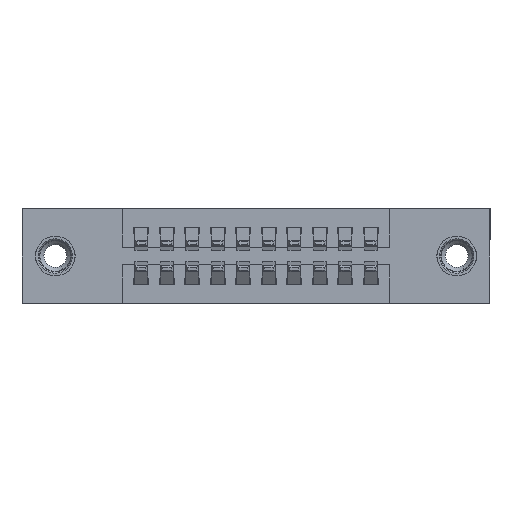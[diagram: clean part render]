
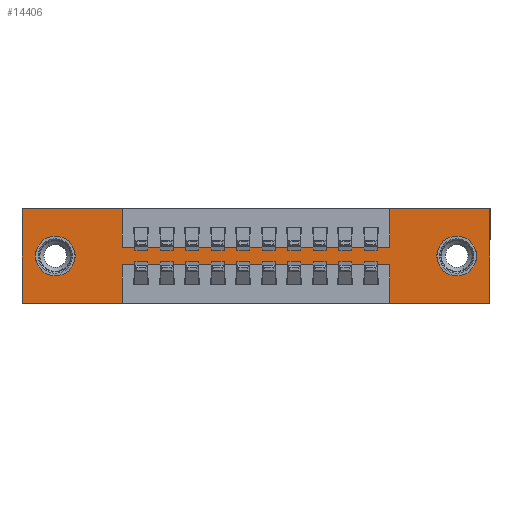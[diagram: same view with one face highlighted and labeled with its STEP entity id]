
A CAD part, front view. The second image highlights one B-rep face of the part: STEP entity #14406.
In plain terms, the highlighted planar face has unit normal (0, -1, 0).
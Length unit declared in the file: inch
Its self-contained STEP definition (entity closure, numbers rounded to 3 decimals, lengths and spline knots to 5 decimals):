
#5 = DIRECTION ( 'NONE',  ( 0., 1., 0. ) ) ;
#247 = CARTESIAN_POINT ( 'NONE',  ( 1.705, 0., -0.185 ) ) ;
#267 = VERTEX_POINT ( 'NONE', #14753 ) ;
#282 = DIRECTION ( 'NONE',  ( 0., 0., -1. ) ) ;
#322 = CARTESIAN_POINT ( 'NONE',  ( 1.705, 0., -0.185 ) ) ;
#334 = EDGE_CURVE ( 'NONE', #14079, #9328, #14754, .T. ) ;
#458 = CARTESIAN_POINT ( 'NONE',  ( 1.4425, 0., 0. ) ) ;
#583 = CARTESIAN_POINT ( 'NONE',  ( 0., 0., 0. ) ) ;
#607 = ORIENTED_EDGE ( 'NONE', *, *, #1610, .F. ) ;
#634 = CARTESIAN_POINT ( 'NONE',  ( 1.835, 0., 0. ) ) ;
#670 = PLANE ( 'NONE',  #3974 ) ;
#992 = ORIENTED_EDGE ( 'NONE', *, *, #334, .F. ) ;
#1160 = ORIENTED_EDGE ( 'NONE', *, *, #7822, .F. ) ;
#1288 = CARTESIAN_POINT ( 'NONE',  ( 0.3925, 0., -0.37 ) ) ;
#1339 = EDGE_LOOP ( 'NONE', ( #13242, #16744 ) ) ;
#1610 = EDGE_CURVE ( 'NONE', #14312, #10883, #10191, .T. ) ;
#1716 = DIRECTION ( 'NONE',  ( 0., 0., -1. ) ) ;
#1771 = VERTEX_POINT ( 'NONE', #16445 ) ;
#1789 = DIRECTION ( 'NONE',  ( 0., 0., -1. ) ) ;
#1842 = VECTOR ( 'NONE', #4004, 39.37008 ) ;
#2012 = FACE_BOUND ( 'NONE', #2133, .T. ) ;
#2066 = DIRECTION ( 'NONE',  ( 1., 0., 0. ) ) ;
#2133 = EDGE_LOOP ( 'NONE', ( #4875, #8778 ) ) ;
#2449 = FACE_BOUND ( 'NONE', #1339, .T. ) ;
#2482 = CARTESIAN_POINT ( 'NONE',  ( 0.3925, 0., -0.22 ) ) ;
#3043 = AXIS2_PLACEMENT_3D ( 'NONE', #8149, #5, #9466 ) ;
#3089 = EDGE_CURVE ( 'NONE', #9873, #14079, #12409, .T. ) ;
#3170 = EDGE_CURVE ( 'NONE', #11814, #10008, #4761, .T. ) ;
#3523 = DIRECTION ( 'NONE',  ( 0., 0., -1. ) ) ;
#3741 = ORIENTED_EDGE ( 'NONE', *, *, #8291, .F. ) ;
#3924 = VECTOR ( 'NONE', #11267, 39.37008 ) ;
#3974 = AXIS2_PLACEMENT_3D ( 'NONE', #10047, #11297, #3523 ) ;
#4004 = DIRECTION ( 'NONE',  ( 0., 0., -1. ) ) ;
#4031 = CARTESIAN_POINT ( 'NONE',  ( 0.3925, 0., 0. ) ) ;
#4219 = LINE ( 'NONE', #14517, #7253 ) ;
#4331 = VERTEX_POINT ( 'NONE', #9203 ) ;
#4390 = DIRECTION ( 'NONE',  ( 0., 0., 1. ) ) ;
#4516 = DIRECTION ( 'NONE',  ( 0., 0., 1. ) ) ;
#4718 = CARTESIAN_POINT ( 'NONE',  ( 0., 0., 0. ) ) ;
#4761 = CIRCLE ( 'NONE', #3043, 0.078 ) ;
#4781 = CARTESIAN_POINT ( 'NONE',  ( 0., 0., -0.37 ) ) ;
#4795 = ORIENTED_EDGE ( 'NONE', *, *, #16275, .F. ) ;
#4875 = ORIENTED_EDGE ( 'NONE', *, *, #5535, .T. ) ;
#4983 = VERTEX_POINT ( 'NONE', #9348 ) ;
#5426 = CARTESIAN_POINT ( 'NONE',  ( 0., 0., 0. ) ) ;
#5535 = EDGE_CURVE ( 'NONE', #267, #1771, #15272, .T. ) ;
#5552 = VECTOR ( 'NONE', #11616, 39.37008 ) ;
#5563 = ORIENTED_EDGE ( 'NONE', *, *, #14365, .F. ) ;
#5577 = LINE ( 'NONE', #13732, #8627 ) ;
#5599 = FACE_OUTER_BOUND ( 'NONE', #10871, .T. ) ;
#5902 = AXIS2_PLACEMENT_3D ( 'NONE', #322, #9729, #1789 ) ;
#5989 = CIRCLE ( 'NONE', #6262, 0.078 ) ;
#6006 = VECTOR ( 'NONE', #16302, 39.37008 ) ;
#6036 = DIRECTION ( 'NONE',  ( -1., 0., 0. ) ) ;
#6129 = EDGE_CURVE ( 'NONE', #4331, #9603, #13513, .T. ) ;
#6262 = AXIS2_PLACEMENT_3D ( 'NONE', #14877, #7247, #16179 ) ;
#6330 = VECTOR ( 'NONE', #9617, 39.37008 ) ;
#6551 = CARTESIAN_POINT ( 'NONE',  ( 0.3925, 0., -0.37 ) ) ;
#6664 = ORIENTED_EDGE ( 'NONE', *, *, #13077, .F. ) ;
#6730 = CARTESIAN_POINT ( 'NONE',  ( 0.3925, 0., -0.15 ) ) ;
#6754 = ORIENTED_EDGE ( 'NONE', *, *, #14598, .F. ) ;
#7065 = CARTESIAN_POINT ( 'NONE',  ( 1.835, 0., -0.37 ) ) ;
#7241 = ORIENTED_EDGE ( 'NONE', *, *, #6129, .F. ) ;
#7247 = DIRECTION ( 'NONE',  ( 0., 1., 0. ) ) ;
#7253 = VECTOR ( 'NONE', #15795, 39.37008 ) ;
#7822 = EDGE_CURVE ( 'NONE', #9603, #11534, #4219, .T. ) ;
#7994 = VECTOR ( 'NONE', #282, 39.37008 ) ;
#8048 = VECTOR ( 'NONE', #4516, 39.37008 ) ;
#8149 = CARTESIAN_POINT ( 'NONE',  ( 0.13, 0., -0.185 ) ) ;
#8291 = EDGE_CURVE ( 'NONE', #4983, #9873, #13650, .T. ) ;
#8627 = VECTOR ( 'NONE', #6036, 39.37008 ) ;
#8778 = ORIENTED_EDGE ( 'NONE', *, *, #10085, .T. ) ;
#8904 = ORIENTED_EDGE ( 'NONE', *, *, #3089, .F. ) ;
#8907 = LINE ( 'NONE', #13035, #1842 ) ;
#9203 = CARTESIAN_POINT ( 'NONE',  ( 1.4425, 0., -0.15 ) ) ;
#9328 = VERTEX_POINT ( 'NONE', #6551 ) ;
#9348 = CARTESIAN_POINT ( 'NONE',  ( 1.4425, 0., -0.37 ) ) ;
#9466 = DIRECTION ( 'NONE',  ( 0., 0., 1. ) ) ;
#9493 = VERTEX_POINT ( 'NONE', #7065 ) ;
#9564 = CARTESIAN_POINT ( 'NONE',  ( 0.13, 0., -0.107 ) ) ;
#9603 = VERTEX_POINT ( 'NONE', #458 ) ;
#9617 = DIRECTION ( 'NONE',  ( 0., 0., 1. ) ) ;
#9662 = DIRECTION ( 'NONE',  ( 0., 1., 0. ) ) ;
#9729 = DIRECTION ( 'NONE',  ( 0., 1., 0. ) ) ;
#9753 = ORIENTED_EDGE ( 'NONE', *, *, #12830, .F. ) ;
#9866 = LINE ( 'NONE', #4781, #6006 ) ;
#9873 = VERTEX_POINT ( 'NONE', #11837 ) ;
#10008 = VERTEX_POINT ( 'NONE', #9564 ) ;
#10037 = LINE ( 'NONE', #634, #3924 ) ;
#10047 = CARTESIAN_POINT ( 'NONE',  ( 0., 0., -0.37 ) ) ;
#10085 = EDGE_CURVE ( 'NONE', #1771, #267, #11362, .T. ) ;
#10150 = VECTOR ( 'NONE', #4390, 39.37008 ) ;
#10191 = LINE ( 'NONE', #5426, #6330 ) ;
#10529 = ORIENTED_EDGE ( 'NONE', *, *, #15509, .F. ) ;
#10871 = EDGE_LOOP ( 'NONE', ( #992, #8904, #3741, #5563, #10529, #1160, #7241, #6754, #9753, #6664, #607, #4795 ) ) ;
#10883 = VERTEX_POINT ( 'NONE', #4718 ) ;
#11080 = CARTESIAN_POINT ( 'NONE',  ( 0., 0., -0.37 ) ) ;
#11267 = DIRECTION ( 'NONE',  ( 0., 0., -1. ) ) ;
#11297 = DIRECTION ( 'NONE',  ( 0., -1., 0. ) ) ;
#11362 = CIRCLE ( 'NONE', #5902, 0.078 ) ;
#11534 = VERTEX_POINT ( 'NONE', #13888 ) ;
#11616 = DIRECTION ( 'NONE',  ( -1., 0., 0. ) ) ;
#11814 = VERTEX_POINT ( 'NONE', #14798 ) ;
#11837 = CARTESIAN_POINT ( 'NONE',  ( 1.4425, 0., -0.22 ) ) ;
#12094 = VECTOR ( 'NONE', #2066, 39.37008 ) ;
#12227 = CARTESIAN_POINT ( 'NONE',  ( 1.4425, 0., -0.37 ) ) ;
#12409 = LINE ( 'NONE', #2482, #5552 ) ;
#12503 = LINE ( 'NONE', #583, #12094 ) ;
#12830 = EDGE_CURVE ( 'NONE', #14015, #14446, #8907, .T. ) ;
#13035 = CARTESIAN_POINT ( 'NONE',  ( 0.3925, 0., 0. ) ) ;
#13041 = LINE ( 'NONE', #6730, #16001 ) ;
#13077 = EDGE_CURVE ( 'NONE', #10883, #14015, #12503, .T. ) ;
#13242 = ORIENTED_EDGE ( 'NONE', *, *, #14855, .T. ) ;
#13513 = LINE ( 'NONE', #14621, #10150 ) ;
#13650 = LINE ( 'NONE', #12227, #8048 ) ;
#13732 = CARTESIAN_POINT ( 'NONE',  ( 0., 0., -0.37 ) ) ;
#13888 = CARTESIAN_POINT ( 'NONE',  ( 1.835, 0., 0. ) ) ;
#14015 = VERTEX_POINT ( 'NONE', #4031 ) ;
#14079 = VERTEX_POINT ( 'NONE', #17024 ) ;
#14312 = VERTEX_POINT ( 'NONE', #11080 ) ;
#14365 = EDGE_CURVE ( 'NONE', #9493, #4983, #9866, .T. ) ;
#14406 = ADVANCED_FACE ( 'NONE', ( #2012, #2449, #5599 ), #670, .T. ) ;
#14446 = VERTEX_POINT ( 'NONE', #16678 ) ;
#14517 = CARTESIAN_POINT ( 'NONE',  ( 0., 0., 0. ) ) ;
#14598 = EDGE_CURVE ( 'NONE', #14446, #4331, #13041, .T. ) ;
#14621 = CARTESIAN_POINT ( 'NONE',  ( 1.4425, 0., 0. ) ) ;
#14753 = CARTESIAN_POINT ( 'NONE',  ( 1.705, 0., -0.107 ) ) ;
#14754 = LINE ( 'NONE', #1288, #7994 ) ;
#14798 = CARTESIAN_POINT ( 'NONE',  ( 0.13, 0., -0.263 ) ) ;
#14855 = EDGE_CURVE ( 'NONE', #10008, #11814, #5989, .T. ) ;
#14877 = CARTESIAN_POINT ( 'NONE',  ( 0.13, 0., -0.185 ) ) ;
#15272 = CIRCLE ( 'NONE', #15827, 0.078 ) ;
#15509 = EDGE_CURVE ( 'NONE', #11534, #9493, #10037, .T. ) ;
#15795 = DIRECTION ( 'NONE',  ( 1., 0., 0. ) ) ;
#15827 = AXIS2_PLACEMENT_3D ( 'NONE', #247, #9662, #1716 ) ;
#16001 = VECTOR ( 'NONE', #16951, 39.37008 ) ;
#16179 = DIRECTION ( 'NONE',  ( 0., 0., 1. ) ) ;
#16275 = EDGE_CURVE ( 'NONE', #9328, #14312, #5577, .T. ) ;
#16302 = DIRECTION ( 'NONE',  ( -1., 0., 0. ) ) ;
#16445 = CARTESIAN_POINT ( 'NONE',  ( 1.705, 0., -0.263 ) ) ;
#16678 = CARTESIAN_POINT ( 'NONE',  ( 0.3925, 0., -0.15 ) ) ;
#16744 = ORIENTED_EDGE ( 'NONE', *, *, #3170, .T. ) ;
#16951 = DIRECTION ( 'NONE',  ( 1., 0., 0. ) ) ;
#17024 = CARTESIAN_POINT ( 'NONE',  ( 0.3925, 0., -0.22 ) ) ;
